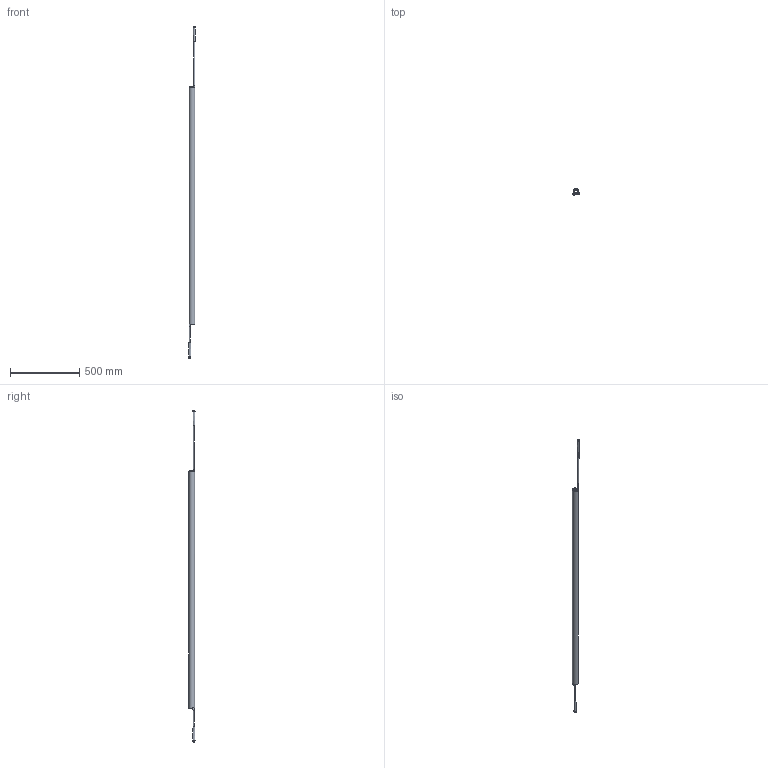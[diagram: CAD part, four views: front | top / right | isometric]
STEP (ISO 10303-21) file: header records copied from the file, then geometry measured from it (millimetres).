
FILE_DESCRIPTION(/* description */ ('STEP AP214'),/* implementation_level */ '2;1');
FILE_NAME(/* name */ '533463_PUN-10X15-SG-24-BL-1_4',/* time_stamp */ '2024-09-10T13:40:00+02:00',/* author */ ('License CC BY-ND 4.0'),/* organization */ ('CADENAS'),/* preprocessor_version */ 'ST-DEVELOPER v19.3',/* originating_system */ 'PARTsolutions',/* authorisation */ ' ');
FILE_SCHEMA (('AUTOMOTIVE_DESIGN {1 0 10303 214 3 1 1}'));
Length unit declared in the file: millimetre
Products named in the file (1): 533463 PUN-10x1.5-SG-2.4-BL-1_4---(2400)
Bounding box: 49.5 x 45.88 x 2400 mm (x, y, z)
Volume: 1721458.3 mm3; surface area: 386153.3 mm2
Topology: 1 solids, 3 shells, 52 faces, 112 edges, 68 vertices
Faces by surface type: plane 32, cylinder 8, torus 8, cone 4
Full cylindrical faces by diameter (mm): 6.4 x2, 9.5 x2, 13.157 x2, 23 x1, 42 x1
Entity records: 1338 total; most frequent: CARTESIAN_POINT 277, DIRECTION 222, ORIENTED_EDGE 176, EDGE_CURVE 88, AXIS2_PLACEMENT_3D 87, EDGE_LOOP 74, FACE_BOUND 74, VERTEX_POINT 62
